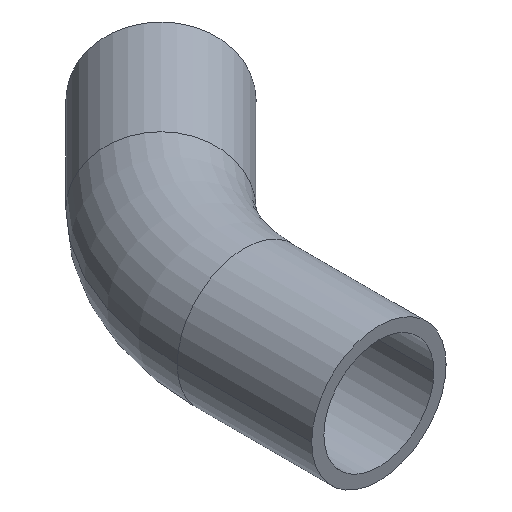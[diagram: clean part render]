
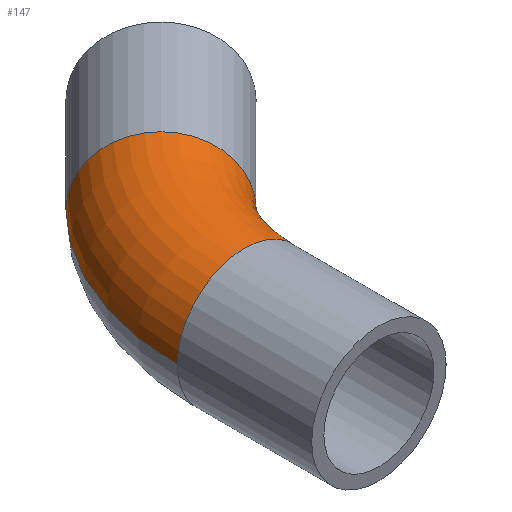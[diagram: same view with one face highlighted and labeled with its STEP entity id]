
A CAD part, isometric view. The second image highlights one B-rep face of the part: STEP entity #147.
In plain terms, the highlighted toroidal (fillet/blend) face has major radius 300 mm and minor radius 100 mm.
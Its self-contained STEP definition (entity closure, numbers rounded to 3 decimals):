
#135 = EDGE_CURVE( '', #141, #161, #279, .T. );
#141 = VERTEX_POINT( '', #285 );
#143 = EDGE_CURVE( '', #189, #161, #287, .T. );
#147 = ADVANCED_FACE( '', ( #291 ), #292, .T. );
#161 = VERTEX_POINT( '', #308 );
#167 = EDGE_CURVE( '', #141, #181, #315, .T. );
#177 = EDGE_CURVE( '', #189, #181, #327, .T. );
#181 = VERTEX_POINT( '', #331 );
#189 = VERTEX_POINT( '', #339 );
#279 = CIRCLE( '', #434, 400. );
#285 = CARTESIAN_POINT( '', ( 17.157, 482.843, 0. ) );
#287 = CIRCLE( '', #443, 100. );
#291 = FACE_OUTER_BOUND( '', #448, .T. );
#292 = TOROIDAL_SURFACE( '', #449, 300., 100. );
#308 = CARTESIAN_POINT( '', ( -100., 200., 0. ) );
#315 = CIRCLE( '', #479, 100. );
#327 = CIRCLE( '', #495, 200. );
#331 = CARTESIAN_POINT( '', ( 158.579, 341.421, 0. ) );
#339 = CARTESIAN_POINT( '', ( 100., 200., 0. ) );
#434 = AXIS2_PLACEMENT_3D( '', #625, #626, #627 );
#443 = AXIS2_PLACEMENT_3D( '', #628, #629, #630 );
#448 = EDGE_LOOP( '', ( #635, #636, #637, #638 ) );
#449 = AXIS2_PLACEMENT_3D( '', #639, #640, #641 );
#479 = AXIS2_PLACEMENT_3D( '', #671, #672, #673 );
#495 = AXIS2_PLACEMENT_3D( '', #694, #695, #696 );
#625 = CARTESIAN_POINT( '', ( 300., 200., 0. ) );
#626 = DIRECTION( '', ( 0., 0., 1. ) );
#627 = DIRECTION( '', ( 1., 0., 0. ) );
#628 = CARTESIAN_POINT( '', ( 0., 200., 0. ) );
#629 = DIRECTION( '', ( 0., -1., 0. ) );
#630 = DIRECTION( '', ( -1., 0., 0. ) );
#635 = ORIENTED_EDGE( '', *, *, #135, .T. );
#636 = ORIENTED_EDGE( '', *, *, #143, .F. );
#637 = ORIENTED_EDGE( '', *, *, #177, .T. );
#638 = ORIENTED_EDGE( '', *, *, #167, .F. );
#639 = CARTESIAN_POINT( '', ( 300., 200., 0. ) );
#640 = DIRECTION( '', ( 0., 0., 1. ) );
#641 = DIRECTION( '', ( 1., 0., 0. ) );
#671 = CARTESIAN_POINT( '', ( 87.868, 412.132, 0. ) );
#672 = DIRECTION( '', ( 0.707, 0.707, 0. ) );
#673 = DIRECTION( '', ( 0.707, -0.707, 0. ) );
#694 = CARTESIAN_POINT( '', ( 300., 200., 0. ) );
#695 = DIRECTION( '', ( 0., 0., -1. ) );
#696 = DIRECTION( '', ( 1., 0., 0. ) );
